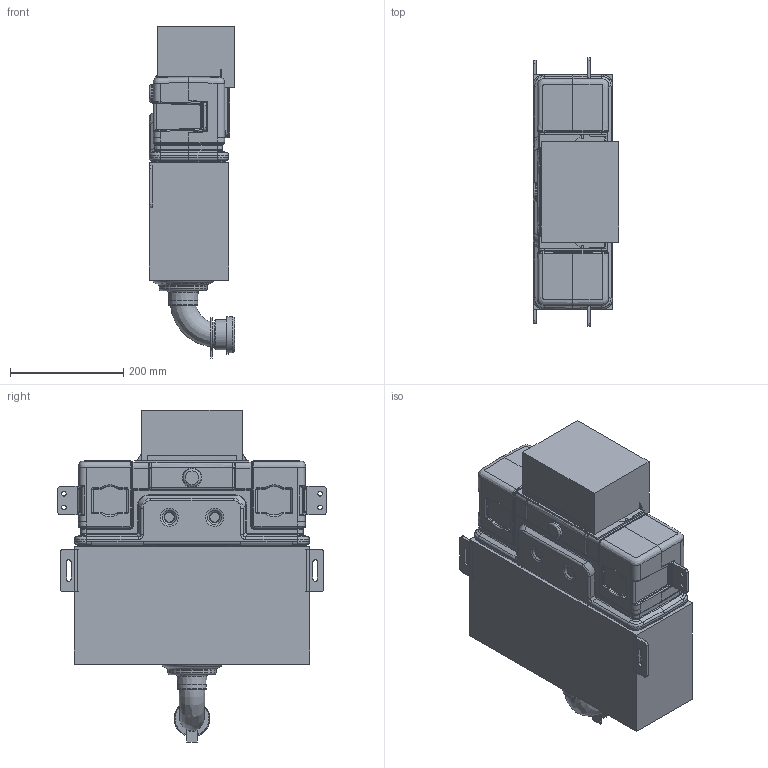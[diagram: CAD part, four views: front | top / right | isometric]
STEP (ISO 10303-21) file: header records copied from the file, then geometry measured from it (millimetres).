
FILE_DESCRIPTION(/* description */ ('Unknown'),/* implementation_level */ '2;1');
FILE_NAME(/* name */ '38422000',/* time_stamp */ '2022-09-07T05:16:17+02:00',/* author */ ('Unknown'),/* organization */ ('GROHE AG'),/* preprocessor_version */ 'ST-DEVELOPER v16.7',/* originating_system */ 'DEX',/* authorisation */ $);
FILE_SCHEMA (('AUTOMOTIVE_DESIGN {1 0 10303 214 3 1 1}'));
Length unit declared in the file: millimetre
Products named in the file (3): 38422000; id47
Assembly tree (2 placements, depth 2):
  38422000
    38422000
    id47
Bounding box: 151 x 474 x 586 mm (x, y, z)
Volume: 12084800 mm3; surface area: 803331.7 mm2
Topology: 1 solids, 10 shells, 669 faces, 1913 edges, 1203 vertices
Faces by surface type: cylinder 228, bspline 207, plane 190, torus 31, cone 9, sphere 4
Full cylindrical faces by diameter (mm): 8 x4, 45 x1, 51 x1, 53.7 x1, 63 x1, 85 x1
Entity records: 26805 total; most frequent: CARTESIAN_POINT 10836, ORIENTED_EDGE 3232, DIRECTION 3122, EDGE_CURVE 1855, VERTEX_POINT 1189, AXIS2_PLACEMENT_3D 1167, LINE 788, VECTOR 788
